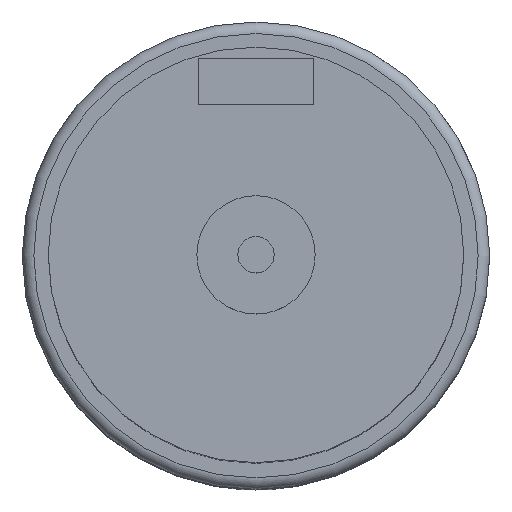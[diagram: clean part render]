
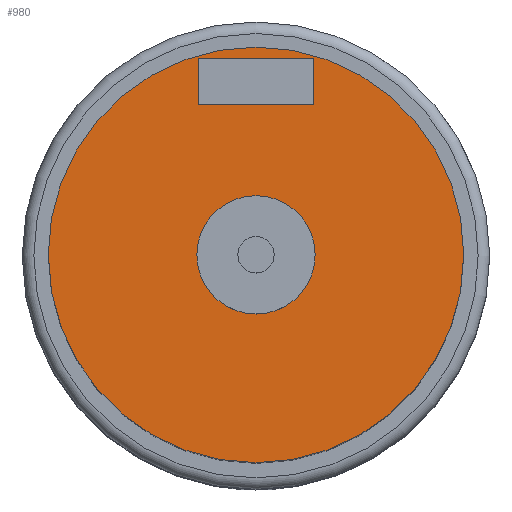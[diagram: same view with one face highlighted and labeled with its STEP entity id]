
A CAD part, top view. The second image highlights one B-rep face of the part: STEP entity #980.
In plain terms, the highlighted planar face has unit normal (0, 0, 1).
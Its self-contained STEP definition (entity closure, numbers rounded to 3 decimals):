
#212=LINE('',#5807,#447);
#213=LINE('',#5810,#448);
#214=LINE('',#5812,#449);
#215=LINE('',#5814,#450);
#447=VECTOR('',#4683,1.);
#448=VECTOR('',#4684,1.);
#449=VECTOR('',#4685,1.);
#450=VECTOR('',#4686,1.);
#657=PLANE('',#4049);
#980=ADVANCED_FACE('',(#1294,#1295,#1296),#657,.T.);
#1294=FACE_BOUND('',#1508,.T.);
#1295=FACE_BOUND('',#1509,.T.);
#1296=FACE_BOUND('',#1510,.T.);
#1508=EDGE_LOOP('',(#2004,#2005,#2006,#2007));
#1509=EDGE_LOOP('',(#2008));
#1510=EDGE_LOOP('',(#2009));
#2004=ORIENTED_EDGE('',*,*,#3239,.T.);
#2005=ORIENTED_EDGE('',*,*,#3240,.T.);
#2006=ORIENTED_EDGE('',*,*,#3241,.F.);
#2007=ORIENTED_EDGE('',*,*,#3242,.F.);
#2008=ORIENTED_EDGE('',*,*,#3243,.F.);
#2009=ORIENTED_EDGE('',*,*,#3244,.F.);
#2846=VERTEX_POINT('',#5808);
#2847=VERTEX_POINT('',#5809);
#2848=VERTEX_POINT('',#5811);
#2849=VERTEX_POINT('',#5813);
#2850=VERTEX_POINT('',#5816);
#2851=VERTEX_POINT('',#5818);
#3239=EDGE_CURVE('',#2846,#2847,#212,.T.);
#3240=EDGE_CURVE('',#2847,#2848,#213,.T.);
#3241=EDGE_CURVE('',#2849,#2848,#214,.T.);
#3242=EDGE_CURVE('',#2846,#2849,#215,.T.);
#3243=EDGE_CURVE('',#2850,#2850,#3730,.T.);
#3244=EDGE_CURVE('',#2851,#2851,#3731,.T.);
#3730=CIRCLE('',#4047,5.125);
#3731=CIRCLE('',#4048,18.);
#4047=AXIS2_PLACEMENT_3D('',#5815,#4687,#4688);
#4048=AXIS2_PLACEMENT_3D('',#5817,#4689,#4690);
#4049=AXIS2_PLACEMENT_3D('',#5819,#4691,#4692);
#4683=DIRECTION('',(0.,1.,0.));
#4684=DIRECTION('',(1.,0.,0.));
#4685=DIRECTION('',(0.,1.,0.));
#4686=DIRECTION('',(1.,0.,0.));
#4687=DIRECTION('',(0.,0.,1.));
#4688=DIRECTION('',(0.,-1.,0.));
#4689=DIRECTION('',(0.,0.,-1.));
#4690=DIRECTION('',(0.,1.,0.));
#4691=DIRECTION('',(0.,0.,1.));
#4692=DIRECTION('',(0.,-1.,0.));
#5807=CARTESIAN_POINT('',(14.5,32.5,60.7));
#5808=CARTESIAN_POINT('',(14.5,32.5,60.7));
#5809=CARTESIAN_POINT('',(14.5,36.5,60.7));
#5810=CARTESIAN_POINT('',(14.5,36.5,60.7));
#5811=CARTESIAN_POINT('',(24.5,36.5,60.7));
#5812=CARTESIAN_POINT('',(24.5,32.5,60.7));
#5813=CARTESIAN_POINT('',(24.5,32.5,60.7));
#5814=CARTESIAN_POINT('',(14.5,32.5,60.7));
#5815=CARTESIAN_POINT('',(19.5,19.5,60.7));
#5816=CARTESIAN_POINT('',(19.5,14.375,60.7));
#5817=CARTESIAN_POINT('',(19.5,19.5,60.7));
#5818=CARTESIAN_POINT('',(19.5,37.5,60.7));
#5819=CARTESIAN_POINT('',(19.5,19.5,60.7));
